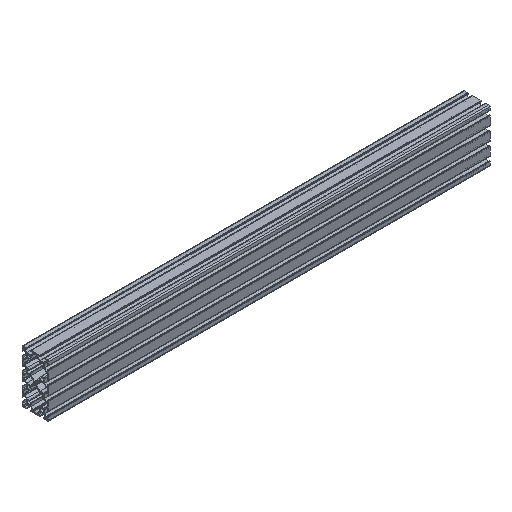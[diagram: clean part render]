
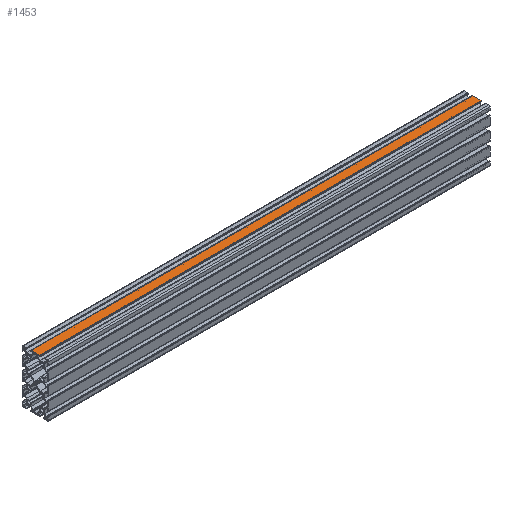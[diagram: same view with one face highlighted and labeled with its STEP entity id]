
A CAD part, isometric view. The second image highlights one B-rep face of the part: STEP entity #1453.
In plain terms, the highlighted planar face has unit normal (0, 0, 1).
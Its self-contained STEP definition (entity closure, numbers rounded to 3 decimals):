
#1453=ADVANCED_FACE('',(#3769),#3771,.T.);
#3769=FACE_BOUND('',#3770,.T.);
#3770=EDGE_LOOP('',(#5902,#5903,#5904,#5905));
#3771=PLANE('',#3772);
#3772=AXIS2_PLACEMENT_3D('',#3773,#3774,#3775);
#3773=CARTESIAN_POINT('',(-500.,9.8,60.));
#3774=DIRECTION('',(0.,0.,1.));
#3775=DIRECTION('',(0.,-1.,0.));
#5902=ORIENTED_EDGE('',*,*,#6515,.T.);
#5903=ORIENTED_EDGE('',*,*,#7192,.T.);
#5904=ORIENTED_EDGE('',*,*,#6833,.F.);
#5905=ORIENTED_EDGE('',*,*,#7193,.F.);
#6515=EDGE_CURVE('',#7453,#7451,#7454,.T.);
#6833=EDGE_CURVE('',#8087,#8089,#8090,.T.);
#7192=EDGE_CURVE('',#7451,#8089,#8632,.T.);
#7193=EDGE_CURVE('',#7453,#8087,#8633,.T.);
#7451=VERTEX_POINT('',#9037);
#7453=VERTEX_POINT('',#9041);
#7454=LINE('',#9042,#9043);
#8087=VERTEX_POINT('',#10342);
#8089=VERTEX_POINT('',#10346);
#8090=LINE('',#10347,#10348);
#8632=LINE('',#11636,#11637);
#8633=LINE('',#11639,#11640);
#9037=CARTESIAN_POINT('',(-500.,-9.8,60.));
#9041=CARTESIAN_POINT('',(-500.,9.8,60.));
#9042=CARTESIAN_POINT('',(-500.,9.8,60.));
#9043=VECTOR('',#9044,1.);
#9044=DIRECTION('',(0.,-1.,0.));
#10342=CARTESIAN_POINT('',(500.,9.8,60.));
#10346=CARTESIAN_POINT('',(500.,-9.8,60.));
#10347=CARTESIAN_POINT('',(500.,9.8,60.));
#10348=VECTOR('',#10349,1.);
#10349=DIRECTION('',(0.,-1.,0.));
#11636=CARTESIAN_POINT('',(-500.,-9.8,60.));
#11637=VECTOR('',#11638,1.);
#11638=DIRECTION('',(1.,0.,0.));
#11639=CARTESIAN_POINT('',(-500.,9.8,60.));
#11640=VECTOR('',#11641,1.);
#11641=DIRECTION('',(1.,0.,0.));
